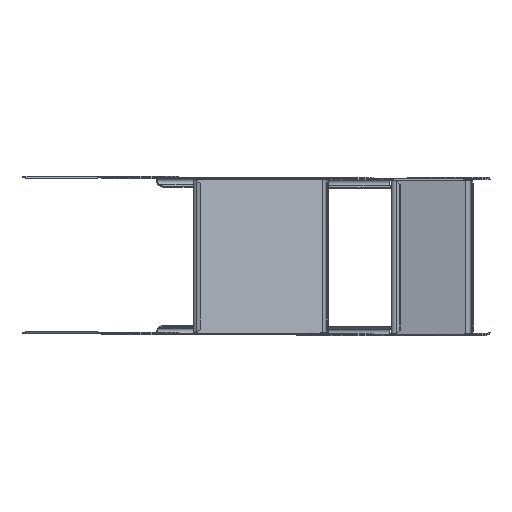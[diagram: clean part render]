
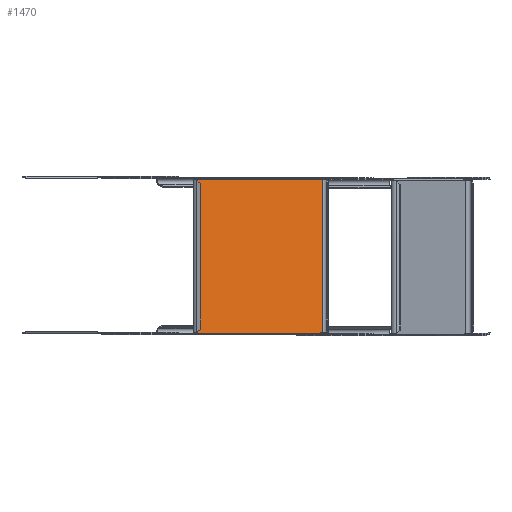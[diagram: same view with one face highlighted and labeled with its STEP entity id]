
A CAD part, front view. The second image highlights one B-rep face of the part: STEP entity #1470.
In plain terms, the highlighted face is planar.
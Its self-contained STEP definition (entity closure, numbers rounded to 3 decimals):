
#27=CARTESIAN_POINT('',(-91.75,0.,-300.75));
#28=DIRECTION('',(0.,1.,0.));
#29=DIRECTION('',(0.,0.,1.));
#30=AXIS2_PLACEMENT_3D('',#27,#28,#29);
#32=DIRECTION('',(1.,0.,0.));
#33=VECTOR('',#32,1.5);
#34=CARTESIAN_POINT('',(-93.25,0.,-297.5));
#35=LINE('',#34,#33);
#36=DIRECTION('',(-1.,0.,0.));
#37=VECTOR('',#36,1.5);
#38=CARTESIAN_POINT('',(-91.75,0.,-102.5));
#39=LINE('',#38,#37);
#40=CARTESIAN_POINT('',(-91.75,0.,-99.25));
#41=DIRECTION('',(0.,1.,0.));
#42=DIRECTION('',(0.385,0.,-0.923));
#43=AXIS2_PLACEMENT_3D('',#40,#41,#42);
#45=CARTESIAN_POINT('',(91.75,0.,-99.25));
#46=DIRECTION('',(0.,1.,0.));
#47=DIRECTION('',(0.,0.,-1.));
#48=AXIS2_PLACEMENT_3D('',#45,#46,#47);
#50=DIRECTION('',(-1.,0.,0.));
#51=VECTOR('',#50,1.5);
#52=CARTESIAN_POINT('',(93.25,0.,-102.5));
#53=LINE('',#52,#51);
#54=DIRECTION('',(1.,0.,0.));
#55=VECTOR('',#54,1.5);
#56=CARTESIAN_POINT('',(91.75,0.,-297.5));
#57=LINE('',#56,#55);
#58=CARTESIAN_POINT('',(91.75,0.,-300.75));
#59=DIRECTION('',(0.,1.,0.));
#60=DIRECTION('',(-0.385,0.,0.923));
#61=AXIS2_PLACEMENT_3D('',#58,#59,#60);
#63=DIRECTION('',(-1.,0.,0.));
#64=VECTOR('',#63,181.);
#65=CARTESIAN_POINT('',(90.5,0.,-297.75));
#66=LINE('',#65,#64);
#150=DIRECTION('',(0.,0.,-1.));
#151=VECTOR('',#150,195.);
#152=CARTESIAN_POINT('',(93.25,0.,-102.5));
#153=LINE('',#152,#151);
#246=DIRECTION('',(1.,0.,0.));
#247=VECTOR('',#246,181.);
#248=CARTESIAN_POINT('',(-90.5,0.,
-102.25));
#249=LINE('',#248,#247);
#854=DIRECTION('',(0.,0.,1.));
#855=VECTOR('',#854,195.);
#856=CARTESIAN_POINT('',(-93.25,0.,-297.5));
#857=LINE('',#856,#855);
#1263=CARTESIAN_POINT('',(91.75,0.,-102.5));
#1264=CARTESIAN_POINT('',(90.5,0.,
-102.25));
#1265=VERTEX_POINT('',#1263);
#1266=VERTEX_POINT('',#1264);
#1267=CARTESIAN_POINT('',(-90.5,0.,
-102.25));
#1268=VERTEX_POINT('',#1267);
#1269=CARTESIAN_POINT('',(-91.75,0.,-102.5));
#1270=VERTEX_POINT('',#1269);
#1357=CARTESIAN_POINT('',(93.25,0.,-102.5));
#1359=VERTEX_POINT('',#1357);
#1365=CARTESIAN_POINT('',(90.5,0.,-297.75));
#1366=CARTESIAN_POINT('',(-90.5,0.,
-297.75));
#1367=VERTEX_POINT('',#1365);
#1368=VERTEX_POINT('',#1366);
#1369=CARTESIAN_POINT('',(91.75,0.,-297.5));
#1370=VERTEX_POINT('',#1369);
#1371=CARTESIAN_POINT('',(93.25,0.,-297.5));
#1372=VERTEX_POINT('',#1371);
#1373=CARTESIAN_POINT('',(-93.25,0.,-102.5));
#1374=VERTEX_POINT('',#1373);
#1375=CARTESIAN_POINT('',(-93.25,0.,-297.5));
#1376=CARTESIAN_POINT('',(-91.75,0.,-297.5));
#1377=VERTEX_POINT('',#1375);
#1378=VERTEX_POINT('',#1376);
#1440=CARTESIAN_POINT('',(-192.5,0.,300.));
#1441=DIRECTION('',(0.,-1.,0.));
#1442=DIRECTION('',(0.,0.,-1.));
#1443=AXIS2_PLACEMENT_3D('',#1440,#1441,#1442);
#1444=PLANE('',#1443);
#1446=ORIENTED_EDGE('',*,*,#1445,.T.);
#1448=ORIENTED_EDGE('',*,*,#1447,.F.);
#1450=ORIENTED_EDGE('',*,*,#1449,.F.);
#1452=ORIENTED_EDGE('',*,*,#1451,.T.);
#1453=ORIENTED_EDGE('',*,*,#1426,.F.);
#1455=ORIENTED_EDGE('',*,*,#1454,.F.);
#1457=ORIENTED_EDGE('',*,*,#1456,.T.);
#1459=ORIENTED_EDGE('',*,*,#1458,.F.);
#1461=ORIENTED_EDGE('',*,*,#1460,.F.);
#1463=ORIENTED_EDGE('',*,*,#1462,.T.);
#1465=ORIENTED_EDGE('',*,*,#1464,.F.);
#1467=ORIENTED_EDGE('',*,*,#1466,.F.);
#1468=EDGE_LOOP('',(#1446,#1448,#1450,#1452,#1453,#1455,#1457,#1459,#1461,#1463,
#1465,#1467));
#1469=FACE_OUTER_BOUND('',#1468,.F.);
#1470=ADVANCED_FACE('',(#1469),#1444,.T.);
#31=CIRCLE('',#30,3.25);
#44=CIRCLE('',#43,3.25);
#49=CIRCLE('',#48,3.25);
#62=CIRCLE('',#61,3.25);
#1426=EDGE_CURVE('',#1270,#1374,#39,.T.);
#1445=EDGE_CURVE('',#1367,#1368,#66,.T.);
#1447=EDGE_CURVE('',#1378,#1368,#31,.T.);
#1449=EDGE_CURVE('',#1377,#1378,#35,.T.);
#1451=EDGE_CURVE('',#1377,#1374,#857,.T.);
#1454=EDGE_CURVE('',#1268,#1270,#44,.T.);
#1456=EDGE_CURVE('',#1268,#1266,#249,.T.);
#1458=EDGE_CURVE('',#1265,#1266,#49,.T.);
#1460=EDGE_CURVE('',#1359,#1265,#53,.T.);
#1462=EDGE_CURVE('',#1359,#1372,#153,.T.);
#1464=EDGE_CURVE('',#1370,#1372,#57,.T.);
#1466=EDGE_CURVE('',#1367,#1370,#62,.T.);
